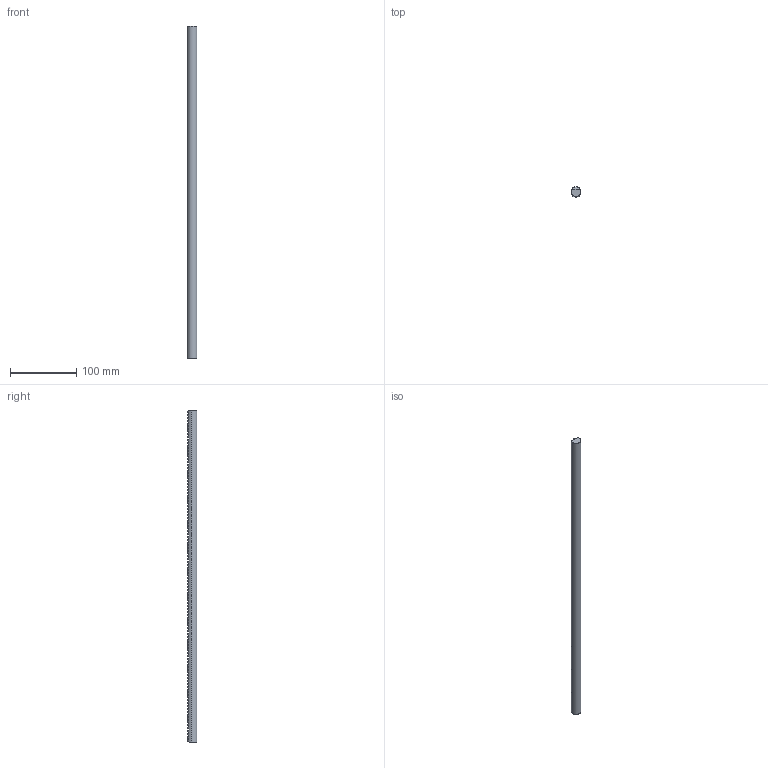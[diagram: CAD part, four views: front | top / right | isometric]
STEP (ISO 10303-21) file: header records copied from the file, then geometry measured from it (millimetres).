
FILE_DESCRIPTION(('STEP AP214'),'1');
FILE_NAME('141-015-050.stp','2017-10-09T10:43:16',('TraceParts'),('TraceParts S.A.'),'Spatial InterOp 3D',' ',' ');
FILE_SCHEMA(('automotive_design'));
Length unit declared in the file: millimetre
Products named in the file (1): 141-015-050
Bounding box: 15 x 14.8 x 500 mm (x, y, z)
Volume: 81241.7 mm3; surface area: 28034.9 mm2
Topology: 1 solids, 1 shells, 430 faces, 1284 edges, 856 vertices
Faces by surface type: plane 427, cylinder 3
Entity records: 17619 total; most frequent: CARTESIAN_POINT 3843, ORIENTED_EDGE 2568, DIRECTION 1728, EDGE_CURVE 1284, VERTEX_POINT 856, LINE 854, VECTOR 854, AXIS2_PLACEMENT_3D 437
